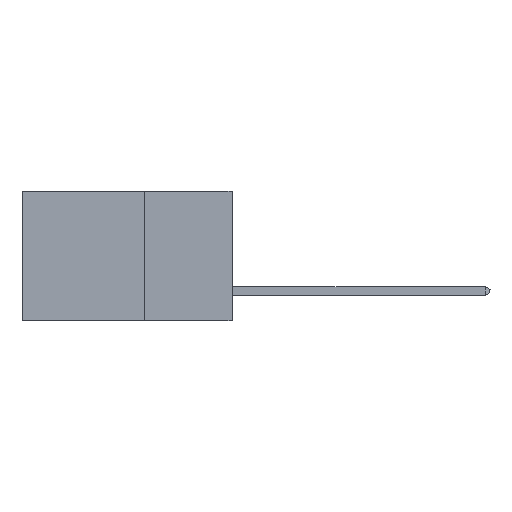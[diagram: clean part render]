
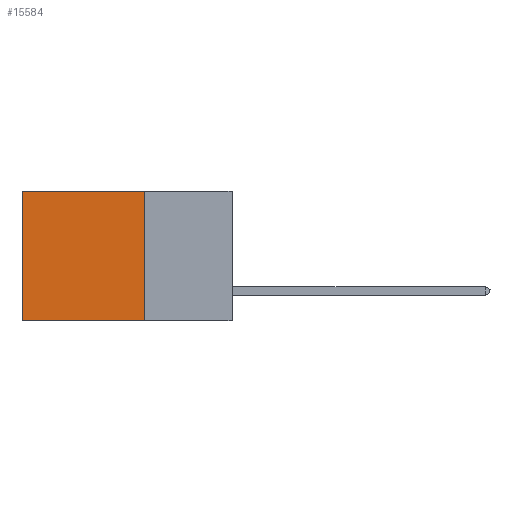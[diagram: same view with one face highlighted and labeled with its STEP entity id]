
A CAD part, left-side view. The second image highlights one B-rep face of the part: STEP entity #15584.
In plain terms, the highlighted planar face has unit normal (-1, 0, 0).
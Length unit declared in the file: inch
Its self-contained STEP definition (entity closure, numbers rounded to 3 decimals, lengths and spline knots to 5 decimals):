
#838 = CARTESIAN_POINT ( 'NONE',  ( 0.2875, 0.6, 0. ) ) ;
#1921 = VECTOR ( 'NONE', #20248, 39.37008 ) ;
#2265 = CARTESIAN_POINT ( 'NONE',  ( 0.2875, 0.25, -0.37 ) ) ;
#3524 = CARTESIAN_POINT ( 'NONE',  ( 0.2875, 0.25, 0. ) ) ;
#5165 = EDGE_CURVE ( 'NONE', #23653, #24160, #24218, .T. ) ;
#5691 = ORIENTED_EDGE ( 'NONE', *, *, #23519, .F. ) ;
#6289 = EDGE_CURVE ( 'NONE', #23653, #6887, #18109, .T. ) ;
#6607 = CARTESIAN_POINT ( 'NONE',  ( 0.2875, 0.25, 0. ) ) ;
#6887 = VERTEX_POINT ( 'NONE', #2265 ) ;
#7682 = AXIS2_PLACEMENT_3D ( 'NONE', #6607, #12373, #16175 ) ;
#8128 = CARTESIAN_POINT ( 'NONE',  ( 0.2875, 0.25, -0.37 ) ) ;
#10835 = ORIENTED_EDGE ( 'NONE', *, *, #6289, .F. ) ;
#11678 = CARTESIAN_POINT ( 'NONE',  ( 0.2875, 0.25, 0. ) ) ;
#12239 = VECTOR ( 'NONE', #19732, 39.37008 ) ;
#12250 = ORIENTED_EDGE ( 'NONE', *, *, #5165, .T. ) ;
#12373 = DIRECTION ( 'NONE',  ( 1., 0., 0. ) ) ;
#12611 = CARTESIAN_POINT ( 'NONE',  ( 0.2875, 0.25, 0. ) ) ;
#12906 = DIRECTION ( 'NONE',  ( 0., 0., -1. ) ) ;
#14996 = VERTEX_POINT ( 'NONE', #15498 ) ;
#15498 = CARTESIAN_POINT ( 'NONE',  ( 0.2875, 0.6, -0.37 ) ) ;
#15584 = ADVANCED_FACE ( 'NONE', ( #22397 ), #15591, .F. ) ;
#15591 = PLANE ( 'NONE',  #7682 ) ;
#16075 = LINE ( 'NONE', #838, #12239 ) ;
#16175 = DIRECTION ( 'NONE',  ( 0., 0., -1. ) ) ;
#16531 = EDGE_CURVE ( 'NONE', #24160, #14996, #16075, .T. ) ;
#16976 = CARTESIAN_POINT ( 'NONE',  ( 0.2875, 0.6, 0. ) ) ;
#17023 = VECTOR ( 'NONE', #17629, 39.37008 ) ;
#17307 = LINE ( 'NONE', #8128, #17023 ) ;
#17629 = DIRECTION ( 'NONE',  ( 0., 1., 0. ) ) ;
#18109 = LINE ( 'NONE', #3524, #20513 ) ;
#19732 = DIRECTION ( 'NONE',  ( 0., 0., -1. ) ) ;
#20083 = EDGE_LOOP ( 'NONE', ( #23561, #5691, #10835, #12250 ) ) ;
#20248 = DIRECTION ( 'NONE',  ( 0., 1., 0. ) ) ;
#20513 = VECTOR ( 'NONE', #12906, 39.37008 ) ;
#22397 = FACE_OUTER_BOUND ( 'NONE', #20083, .T. ) ;
#23519 = EDGE_CURVE ( 'NONE', #6887, #14996, #17307, .T. ) ;
#23561 = ORIENTED_EDGE ( 'NONE', *, *, #16531, .T. ) ;
#23653 = VERTEX_POINT ( 'NONE', #11678 ) ;
#24160 = VERTEX_POINT ( 'NONE', #16976 ) ;
#24218 = LINE ( 'NONE', #12611, #1921 ) ;
